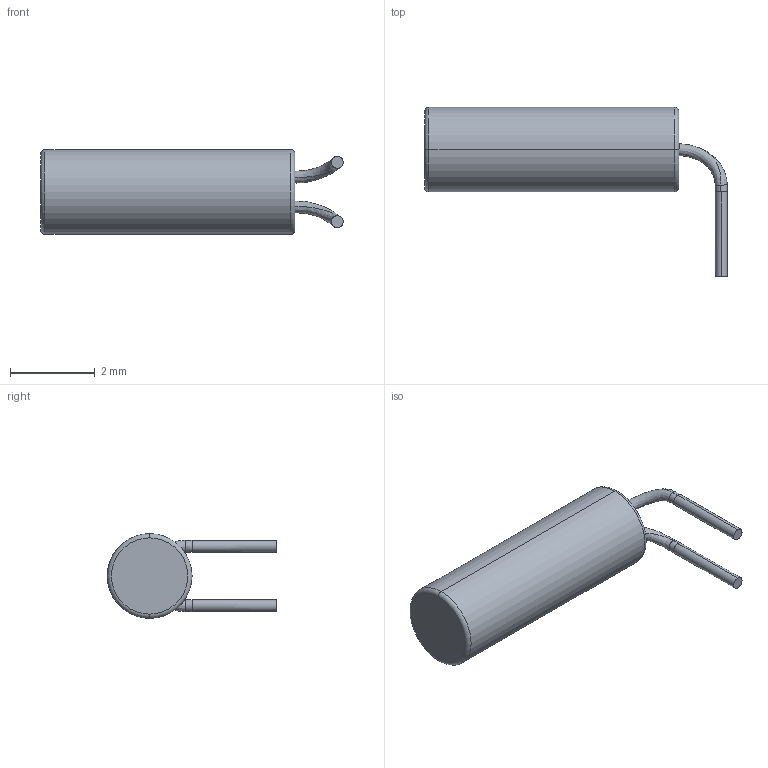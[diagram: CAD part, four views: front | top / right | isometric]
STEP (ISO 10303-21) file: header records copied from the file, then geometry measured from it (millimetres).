
FILE_DESCRIPTION (( 'STEP AP214' ), '1' );
FILE_NAME ('7223062C-3BF0-4723-8260-C614A3E5B4A8.STEP', '2026-01-09T02:13:52', ( '' ), ( '' ), 'SwSTEP 2.0', 'SolidWorks 2022', '' );
FILE_SCHEMA (( 'AUTOMOTIVE_DESIGN' ));
Length unit declared in the file: millimetre
Products named in the file (1): 7223062C-3BF0-4723-8260-C614A3E5B4A8
Bounding box: 7.14 x 4 x 2 mm (x, y, z)
Volume: 18.8 mm3; surface area: 51.3 mm2
Topology: 1 solids, 1 shells, 28 faces, 62 edges, 38 vertices
Faces by surface type: cylinder 12, bspline 8, torus 4, plane 4
Entity records: 1205 total; most frequent: CARTESIAN_POINT 597, ORIENTED_EDGE 124, DIRECTION 114, EDGE_CURVE 62, AXIS2_PLACEMENT_3D 51, VERTEX_POINT 38, EDGE_LOOP 30, CIRCLE 30
